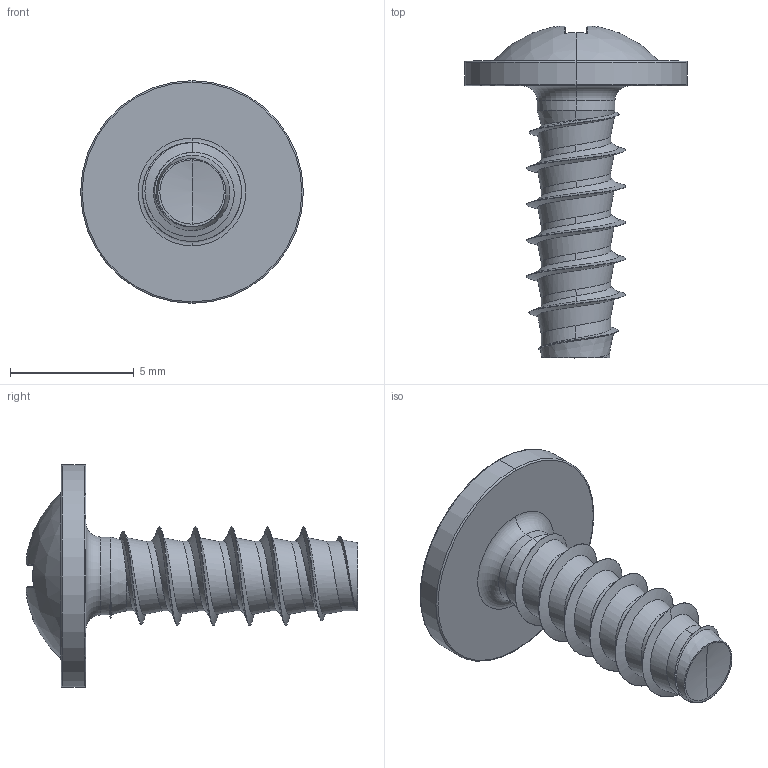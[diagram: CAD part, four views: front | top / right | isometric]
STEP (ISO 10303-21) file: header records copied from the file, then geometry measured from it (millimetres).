
FILE_DESCRIPTION (( 'STEP AP203' ), '1' );
FILE_NAME ('STP210400110.STEP', '2017-08-14T17:30:07', ( '' ), ( '' ), 'SwSTEP 2.0', 'SolidWorks 2015', '' );
FILE_SCHEMA (( 'CONFIG_CONTROL_DESIGN' ));
Length unit declared in the file: millimetre
Products named in the file (1): STP210400110
Bounding box: 9 x 13.42 x 9 mm (x, y, z)
Volume: 164.6 mm3; surface area: 324.1 mm2
Topology: 1 solids, 1 shells, 185 faces, 438 edges, 256 vertices
Faces by surface type: bspline 55, cylinder 40, plane 31, torus 30, sphere 20, cone 9
Entity records: 18193 total; most frequent: CARTESIAN_POINT 14325, ORIENTED_EDGE 872, DIRECTION 721, EDGE_CURVE 436, AXIS2_PLACEMENT_3D 318, VERTEX_POINT 256, EDGE_LOOP 188, CIRCLE 187
